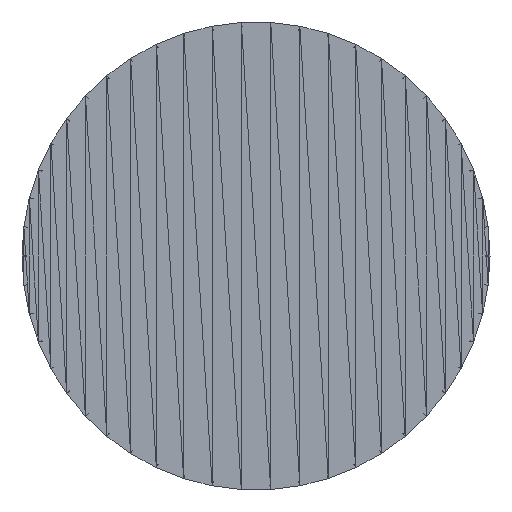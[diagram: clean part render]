
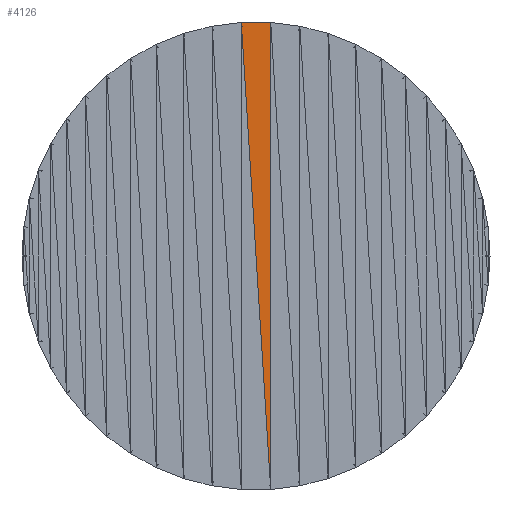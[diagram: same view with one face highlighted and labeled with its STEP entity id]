
A CAD part, top view. The second image highlights one B-rep face of the part: STEP entity #4126.
In plain terms, the highlighted planar face has unit normal (0, 0, 1).
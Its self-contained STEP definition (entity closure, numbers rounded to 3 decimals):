
#1228 = VERTEX_POINT('',#1229);
#1229 = CARTESIAN_POINT('',(0.226,3.593,0.));
#1243 = PLANE('',#1244);
#1244 = AXIS2_PLACEMENT_3D('',#1245,#1246,#1247);
#1245 = CARTESIAN_POINT('',(0.049,2.718,
    -0.877));
#1246 = DIRECTION('',(0.,0.708,-0.706)
  );
#1247 = DIRECTION('',(0.,0.706,0.708)
  );
#1996 = VERTEX_POINT('',#1997);
#1997 = CARTESIAN_POINT('',(0.226,-3.593,0.));
#2044 = PLANE('',#2045);
#2045 = AXIS2_PLACEMENT_3D('',#2046,#2047,#2048);
#2046 = CARTESIAN_POINT('',(-0.109,-0.109,0.));
#2047 = DIRECTION('',(0.,0.,1.));
#2048 = DIRECTION('',(1.,0.,-0.));
#2186 = PLANE('',#2187);
#2187 = AXIS2_PLACEMENT_3D('',#2188,#2189,#2190);
#2188 = CARTESIAN_POINT('',(0.341,-0.095,0.));
#2189 = DIRECTION('',(0.,0.,1.));
#2190 = DIRECTION('',(1.,0.,-0.));
#2201 = EDGE_CURVE('',#1228,#1996,#2202,.T.);
#2202 = SURFACE_CURVE('',#2203,(#2207,#2214),.PCURVE_S1.);
#2203 = LINE('',#2204,#2205);
#2204 = CARTESIAN_POINT('',(0.226,3.593,0.));
#2205 = VECTOR('',#2206,1.);
#2206 = DIRECTION('',(0.,-1.,0.));
#2207 = PCURVE('',#2186,#2208);
#2208 = DEFINITIONAL_REPRESENTATION('',(#2209),#2213);
#2209 = LINE('',#2210,#2211);
#2210 = CARTESIAN_POINT('',(-0.115,3.688));
#2211 = VECTOR('',#2212,1.);
#2212 = DIRECTION('',(0.,-1.));
#2213 = ( GEOMETRIC_REPRESENTATION_CONTEXT(2) 
PARAMETRIC_REPRESENTATION_CONTEXT() REPRESENTATION_CONTEXT('2D SPACE',''
  ) );
#2214 = PCURVE('',#2215,#2220);
#2215 = PLANE('',#2216);
#2216 = AXIS2_PLACEMENT_3D('',#2217,#2218,#2219);
#2217 = CARTESIAN_POINT('',(0.109,0.109,0.));
#2218 = DIRECTION('',(0.,0.,1.));
#2219 = DIRECTION('',(1.,0.,-0.));
#2220 = DEFINITIONAL_REPRESENTATION('',(#2221),#2225);
#2221 = LINE('',#2222,#2223);
#2222 = CARTESIAN_POINT('',(0.117,3.483));
#2223 = VECTOR('',#2224,1.);
#2224 = DIRECTION('',(0.,-1.));
#2225 = ( GEOMETRIC_REPRESENTATION_CONTEXT(2) 
PARAMETRIC_REPRESENTATION_CONTEXT() REPRESENTATION_CONTEXT('2D SPACE',''
  ) );
#4126 = ADVANCED_FACE('',(#4127),#2215,.T.);
#4127 = FACE_BOUND('',#4128,.T.);
#4128 = EDGE_LOOP('',(#4129,#4152,#4153));
#4129 = ORIENTED_EDGE('',*,*,#4130,.T.);
#4130 = EDGE_CURVE('',#4131,#1996,#4133,.T.);
#4131 = VERTEX_POINT('',#4132);
#4132 = CARTESIAN_POINT('',(-0.226,3.593,0.));
#4133 = SURFACE_CURVE('',#4134,(#4138,#4145),.PCURVE_S1.);
#4134 = LINE('',#4135,#4136);
#4135 = CARTESIAN_POINT('',(-0.226,3.593,0.));
#4136 = VECTOR('',#4137,1.);
#4137 = DIRECTION('',(0.063,-0.998,0.));
#4138 = PCURVE('',#2215,#4139);
#4139 = DEFINITIONAL_REPRESENTATION('',(#4140),#4144);
#4140 = LINE('',#4141,#4142);
#4141 = CARTESIAN_POINT('',(-0.336,3.483));
#4142 = VECTOR('',#4143,1.);
#4143 = DIRECTION('',(0.063,-0.998));
#4144 = ( GEOMETRIC_REPRESENTATION_CONTEXT(2) 
PARAMETRIC_REPRESENTATION_CONTEXT() REPRESENTATION_CONTEXT('2D SPACE',''
  ) );
#4145 = PCURVE('',#2044,#4146);
#4146 = DEFINITIONAL_REPRESENTATION('',(#4147),#4151);
#4147 = LINE('',#4148,#4149);
#4148 = CARTESIAN_POINT('',(-0.117,3.702));
#4149 = VECTOR('',#4150,1.);
#4150 = DIRECTION('',(0.063,-0.998));
#4151 = ( GEOMETRIC_REPRESENTATION_CONTEXT(2) 
PARAMETRIC_REPRESENTATION_CONTEXT() REPRESENTATION_CONTEXT('2D SPACE',''
  ) );
#4152 = ORIENTED_EDGE('',*,*,#2201,.F.);
#4153 = ORIENTED_EDGE('',*,*,#4154,.T.);
#4154 = EDGE_CURVE('',#1228,#4131,#4155,.T.);
#4155 = SURFACE_CURVE('',#4156,(#4160,#4167),.PCURVE_S1.);
#4156 = LINE('',#4157,#4158);
#4157 = CARTESIAN_POINT('',(0.226,3.593,0.));
#4158 = VECTOR('',#4159,1.);
#4159 = DIRECTION('',(-1.,0.,0.));
#4160 = PCURVE('',#2215,#4161);
#4161 = DEFINITIONAL_REPRESENTATION('',(#4162),#4166);
#4162 = LINE('',#4163,#4164);
#4163 = CARTESIAN_POINT('',(0.117,3.483));
#4164 = VECTOR('',#4165,1.);
#4165 = DIRECTION('',(-1.,0.));
#4166 = ( GEOMETRIC_REPRESENTATION_CONTEXT(2) 
PARAMETRIC_REPRESENTATION_CONTEXT() REPRESENTATION_CONTEXT('2D SPACE',''
  ) );
#4167 = PCURVE('',#1243,#4168);
#4168 = DEFINITIONAL_REPRESENTATION('',(#4169),#4173);
#4169 = LINE('',#4170,#4171);
#4170 = CARTESIAN_POINT('',(1.238,0.177));
#4171 = VECTOR('',#4172,1.);
#4172 = DIRECTION('',(0.,-1.));
#4173 = ( GEOMETRIC_REPRESENTATION_CONTEXT(2) 
PARAMETRIC_REPRESENTATION_CONTEXT() REPRESENTATION_CONTEXT('2D SPACE',''
  ) );
